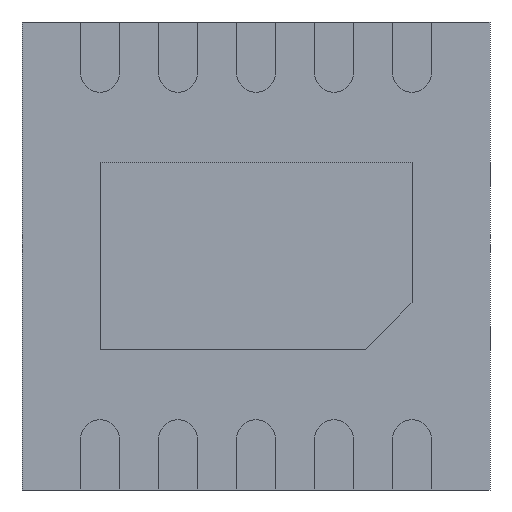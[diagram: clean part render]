
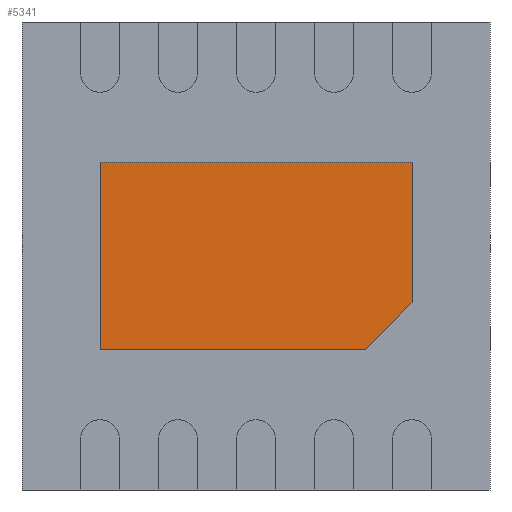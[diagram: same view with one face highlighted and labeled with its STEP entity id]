
A CAD part, front view. The second image highlights one B-rep face of the part: STEP entity #5341.
In plain terms, the highlighted planar face has unit normal (0, -1, 0).
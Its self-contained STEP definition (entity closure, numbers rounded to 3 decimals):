
#4914=DIRECTION('',(-0.707,0.,-0.707));
#4915=VECTOR('',#4914,0.424);
#4916=CARTESIAN_POINT('',(1.,0.,-0.3));
#4917=LINE('',#4916,#4915);
#4921=DIRECTION('',(-1.,0.,0.));
#4922=VECTOR('',#4921,1.7);
#4923=CARTESIAN_POINT('',(0.7,0.,-0.6));
#4924=LINE('',#4923,#4922);
#4928=DIRECTION('',(0.,0.,1.));
#4929=VECTOR('',#4928,1.2);
#4930=CARTESIAN_POINT('',(-1.,0.,-0.6));
#4931=LINE('',#4930,#4929);
#4935=DIRECTION('',(1.,0.,0.));
#4936=VECTOR('',#4935,2.);
#4937=CARTESIAN_POINT('',(-1.,0.,0.6));
#4938=LINE('',#4937,#4936);
#4942=DIRECTION('',(0.,0.,-1.));
#4943=VECTOR('',#4942,0.9);
#4944=CARTESIAN_POINT('',(1.,0.,0.6));
#4945=LINE('',#4944,#4943);
#5054=CARTESIAN_POINT('',(-1.,0.,-0.6));
#5055=CARTESIAN_POINT('',(-1.,0.,0.6));
#5056=VERTEX_POINT('',#5054);
#5057=VERTEX_POINT('',#5055);
#5058=CARTESIAN_POINT('',(1.,0.,0.6));
#5059=VERTEX_POINT('',#5058);
#5084=CARTESIAN_POINT('',(1.,0.,-0.3));
#5085=CARTESIAN_POINT('',(0.7,0.,-0.6));
#5086=VERTEX_POINT('',#5084);
#5087=VERTEX_POINT('',#5085);
#5327=CARTESIAN_POINT('',(0.,0.,0.));
#5328=DIRECTION('',(0.,1.,0.));
#5329=DIRECTION('',(1.,0.,0.));
#5330=AXIS2_PLACEMENT_3D('',#5327,#5328,#5329);
#5331=PLANE('',#5330);
#5333=ORIENTED_EDGE('',*,*,#5332,.T.);
#5334=ORIENTED_EDGE('',*,*,#5245,.T.);
#5335=ORIENTED_EDGE('',*,*,#5291,.T.);
#5336=ORIENTED_EDGE('',*,*,#5168,.T.);
#5338=ORIENTED_EDGE('',*,*,#5337,.T.);
#5339=EDGE_LOOP('',(#5333,#5334,#5335,#5336,#5338));
#5340=FACE_OUTER_BOUND('',#5339,.F.);
#5341=ADVANCED_FACE('',(#5340),#5331,.F.);
#5168=EDGE_CURVE('',#5057,#5059,#4938,.T.);
#5245=EDGE_CURVE('',#5087,#5056,#4924,.T.);
#5291=EDGE_CURVE('',#5056,#5057,#4931,.T.);
#5332=EDGE_CURVE('',#5086,#5087,#4917,.T.);
#5337=EDGE_CURVE('',#5059,#5086,#4945,.T.);
